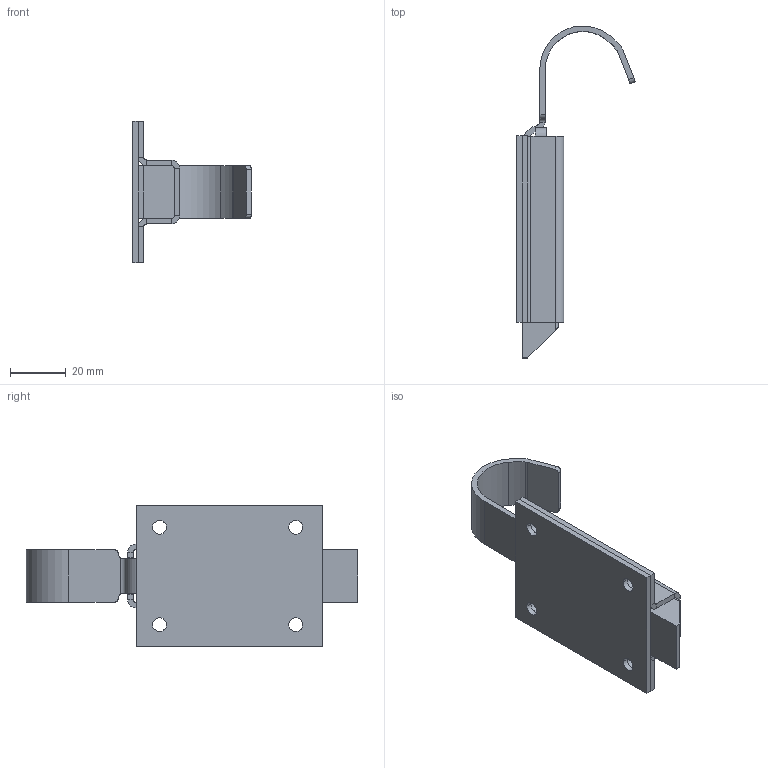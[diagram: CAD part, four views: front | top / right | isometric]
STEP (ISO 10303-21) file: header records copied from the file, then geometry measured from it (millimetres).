
FILE_DESCRIPTION (( 'STEP AP214' ), '1' );
FILE_NAME ('03306-Finger Pull Slam Latch Nose Down Zinc 67mm.STEP', '2018-08-28T01:47:40', ( '' ), ( '' ), 'SwSTEP 2.0', 'SolidWorks 2018', '' );
FILE_SCHEMA (( 'AUTOMOTIVE_DESIGN' ));
Length unit declared in the file: millimetre
Products named in the file (1): 03306-Finger Pull Slam Latch Nose Down Zinc 67mm
Bounding box: 42.7 x 119.43 x 51 mm (x, y, z)
Volume: 37273.4 mm3; surface area: 26242.5 mm2
Topology: 3 solids, 3 shells, 383 faces, 1003 edges, 652 vertices
Faces by surface type: plane 212, bspline 125, cylinder 46
Entity records: 18765 total; most frequent: CARTESIAN_POINT 10062, ORIENTED_EDGE 2006, DIRECTION 1355, EDGE_CURVE 1003, LINE 657, VECTOR 657, VERTEX_POINT 652, EDGE_LOOP 425
